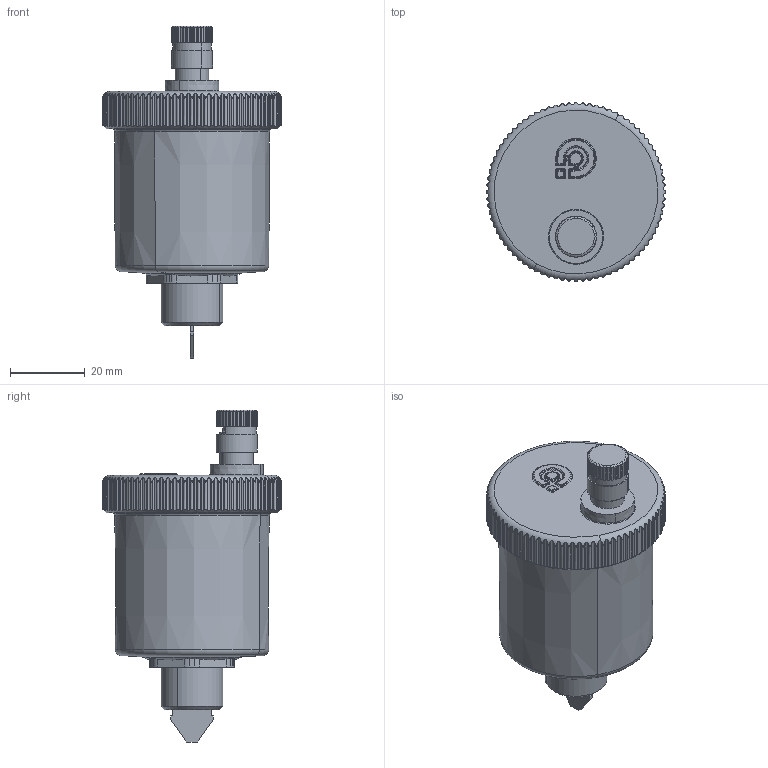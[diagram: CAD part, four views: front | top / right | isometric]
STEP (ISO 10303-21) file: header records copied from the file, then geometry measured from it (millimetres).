
FILE_DESCRIPTION(('CATIA V5 STEP Exchange'),'2;1');
FILE_NAME('STEP_250831_-_TST.stp','2018-12-06T13:32:52+00:00',('none'),('none'),'CATIA Version 5-6 Release 2016 SP4','CATIA V5 STEP AP203','none');
FILE_SCHEMA(('CONFIG_CONTROL_DESIGN'));
Length unit declared in the file: millimetre
Products named in the file (1): 250831 - TST
Bounding box: 47.9 x 47.9 x 89 mm (x, y, z)
Volume: 81343 mm3; surface area: 33071.8 mm2
Topology: 5 solids, 5 shells, 808 faces, 2219 edges, 1426 vertices
Faces by surface type: cylinder 318, plane 307, cone 69, torus 52, bspline 51, sphere 9, revolution 2
Entity records: 30954 total; most frequent: CARTESIAN_POINT 13081, ORIENTED_EDGE 4404, DIRECTION 2524, EDGE_CURVE 2202, VERTEX_POINT 1426, AXIS2_PLACEMENT_3D 1085, B_SPLINE_CURVE_WITH_KNOTS 976, EDGE_LOOP 836
